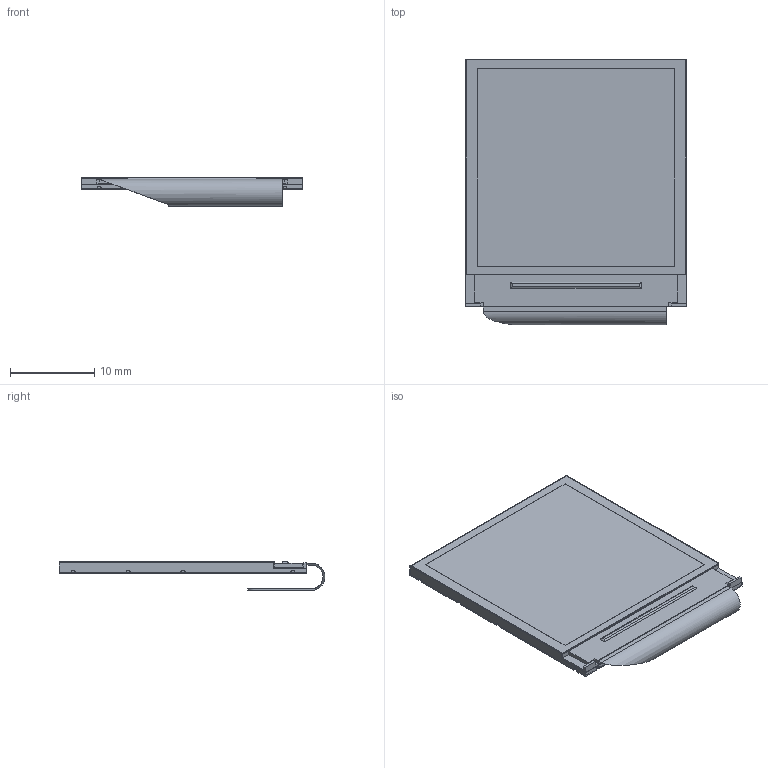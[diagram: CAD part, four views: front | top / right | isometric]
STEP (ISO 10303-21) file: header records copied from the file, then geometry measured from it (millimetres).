
FILE_DESCRIPTION(/* description */ (''),/* implementation_level */ '2;1');
FILE_NAME(/* name */ 'tft.step',/* time_stamp */ '2021-01-10T16:42:52+08:00',/* author */ (''),/* organization */ (''),/* preprocessor_version */ 'ST-DEVELOPER v18.1',/* originating_system */ 'Autodesk Translation Framework v9.7.1.1290',/* authorisation */ '');
FILE_SCHEMA (('AUTOMOTIVE_DESIGN { 1 0 10303 214 3 1 1 }'));
Length unit declared in the file: millimetre
Products named in the file (2): (未保存); 1.3 TFT IPS - Flush Reverse Mount
Assembly tree (1 placements, depth 2):
  (未保存)
    1.3 TFT IPS - Flush Reverse Mount
Bounding box: 26.24 x 31.47 x 3.45 mm (x, y, z)
Volume: 1114 mm3; surface area: 2349.9 mm2
Topology: 1 solids, 21 shells, 636 faces, 1693 edges, 1100 vertices
Faces by surface type: plane 512, bspline 76, cylinder 48
Entity records: 22850 total; most frequent: CARTESIAN_POINT 6752, ORIENTED_EDGE 3386, DIRECTION 2874, EDGE_CURVE 1693, LINE 1334, VECTOR 1334, VERTEX_POINT 1100, AXIS2_PLACEMENT_3D 770
